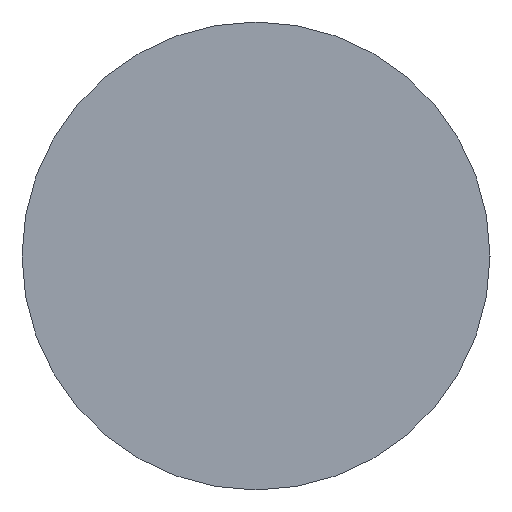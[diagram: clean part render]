
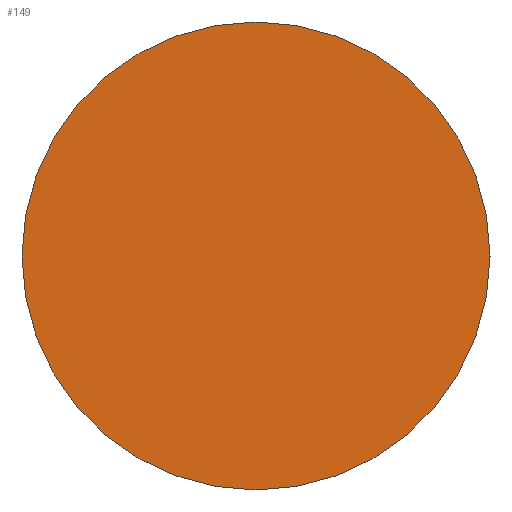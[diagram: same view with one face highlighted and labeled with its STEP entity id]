
A CAD part, left-side view. The second image highlights one B-rep face of the part: STEP entity #149.
In plain terms, the highlighted planar face has unit normal (-1, 0, 0).
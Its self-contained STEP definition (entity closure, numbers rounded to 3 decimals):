
#4 = DIRECTION ( 'NONE',  ( -1., 0., 0. ) ) ;
#26 = CIRCLE ( 'NONE', #75, 50. ) ;
#28 = CARTESIAN_POINT ( 'NONE',  ( 225.971, 130.467, 50. ) ) ;
#41 = DIRECTION ( 'NONE',  ( -1., 0., 0. ) ) ;
#42 = ORIENTED_EDGE ( 'NONE', *, *, #143, .T. ) ;
#56 = VERTEX_POINT ( 'NONE', #28 ) ;
#60 = DIRECTION ( 'NONE',  ( 0., 0., -1. ) ) ;
#67 = EDGE_CURVE ( 'NONE', #74, #56, #96, .T. ) ;
#72 = DIRECTION ( 'NONE',  ( 0., 0., 1. ) ) ;
#74 = VERTEX_POINT ( 'NONE', #148 ) ;
#75 = AXIS2_PLACEMENT_3D ( 'NONE', #93, #4, #123 ) ;
#93 = CARTESIAN_POINT ( 'NONE',  ( 225.971, 130.467, 0. ) ) ;
#96 = CIRCLE ( 'NONE', #107, 50. ) ;
#100 = EDGE_LOOP ( 'NONE', ( #42, #103 ) ) ;
#103 = ORIENTED_EDGE ( 'NONE', *, *, #67, .T. ) ;
#107 = AXIS2_PLACEMENT_3D ( 'NONE', #137, #41, #72 ) ;
#112 = CARTESIAN_POINT ( 'NONE',  ( 225.971, 130.467, 0. ) ) ;
#123 = DIRECTION ( 'NONE',  ( 0., 0., 1. ) ) ;
#137 = CARTESIAN_POINT ( 'NONE',  ( 225.971, 130.467, 0. ) ) ;
#138 = DIRECTION ( 'NONE',  ( 1., 0., 0. ) ) ;
#140 = PLANE ( 'NONE',  #141 ) ;
#141 = AXIS2_PLACEMENT_3D ( 'NONE', #112, #138, #60 ) ;
#143 = EDGE_CURVE ( 'NONE', #56, #74, #26, .T. ) ;
#148 = CARTESIAN_POINT ( 'NONE',  ( 225.971, 130.467, -50. ) ) ;
#149 = ADVANCED_FACE ( 'NONE', ( #182 ), #140, .F. ) ;
#182 = FACE_OUTER_BOUND ( 'NONE', #100, .T. ) ;
